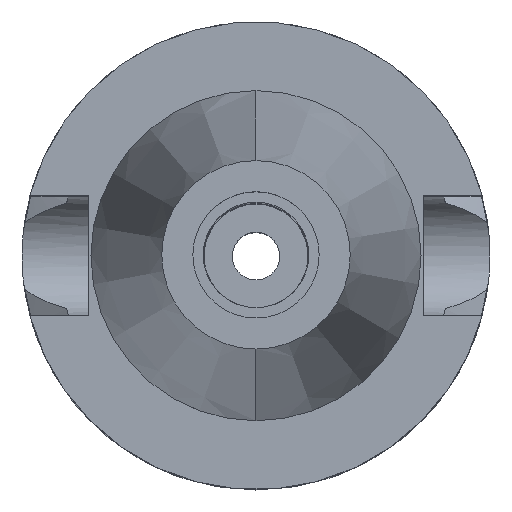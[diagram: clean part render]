
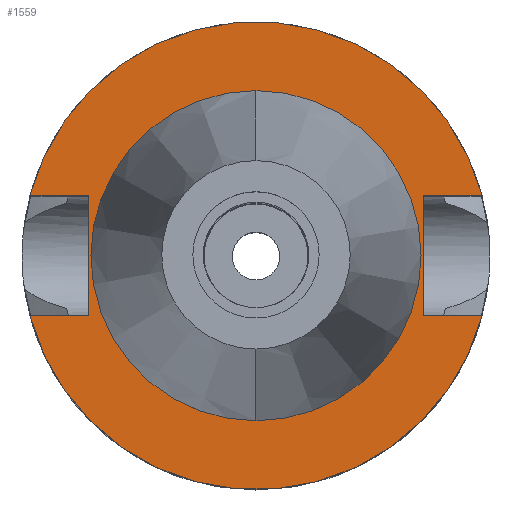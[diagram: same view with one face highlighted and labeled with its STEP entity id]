
A CAD part, top view. The second image highlights one B-rep face of the part: STEP entity #1559.
In plain terms, the highlighted planar face has unit normal (0, 0, 1).
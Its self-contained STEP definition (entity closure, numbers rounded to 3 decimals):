
#38 = ORIENTED_EDGE ( 'NONE', *, *, #1844, .F. ) ;
#52 = ORIENTED_EDGE ( 'NONE', *, *, #1284, .F. ) ;
#81 = CARTESIAN_POINT ( 'NONE',  ( 0., 0., -1. ) ) ;
#84 = CIRCLE ( 'NONE', #1558, 22.225 ) ;
#115 = EDGE_CURVE ( 'NONE', #2770, #2618, #2834, .T. ) ;
#121 = CARTESIAN_POINT ( 'NONE',  ( 0., 22.225, -1. ) ) ;
#170 = VERTEX_POINT ( 'NONE', #121 ) ;
#172 = DIRECTION ( 'NONE',  ( 0., -1., 0. ) ) ;
#184 = CARTESIAN_POINT ( 'NONE',  ( -22.5, -8.05, -1. ) ) ;
#218 = VERTEX_POINT ( 'NONE', #1597 ) ;
#288 = CARTESIAN_POINT ( 'NONE',  ( 30.454, -8.05, -1. ) ) ;
#322 = DIRECTION ( 'NONE',  ( 0., 0., -1. ) ) ;
#383 = VECTOR ( 'NONE', #2649, 1000. ) ;
#472 = ORIENTED_EDGE ( 'NONE', *, *, #830, .F. ) ;
#512 = EDGE_LOOP ( 'NONE', ( #1948, #1371 ) ) ;
#530 = CARTESIAN_POINT ( 'NONE',  ( -30.454, -8.05, -1. ) ) ;
#598 = VECTOR ( 'NONE', #2799, 1000. ) ;
#619 = EDGE_CURVE ( 'NONE', #2243, #1653, #2298, .T. ) ;
#641 = PLANE ( 'NONE',  #1551 ) ;
#669 = LINE ( 'NONE', #1885, #2225 ) ;
#694 = EDGE_CURVE ( 'NONE', #218, #170, #2919, .T. ) ;
#702 = LINE ( 'NONE', #1672, #383 ) ;
#706 = CARTESIAN_POINT ( 'NONE',  ( 0., 0., -1. ) ) ;
#721 = DIRECTION ( 'NONE',  ( 0., 0., 1. ) ) ;
#749 = LINE ( 'NONE', #1934, #2116 ) ;
#830 = EDGE_CURVE ( 'NONE', #1653, #2618, #2214, .T. ) ;
#880 = FACE_OUTER_BOUND ( 'NONE', #2445, .T. ) ;
#923 = VERTEX_POINT ( 'NONE', #530 ) ;
#987 = ORIENTED_EDGE ( 'NONE', *, *, #115, .T. ) ;
#1046 = VERTEX_POINT ( 'NONE', #2776 ) ;
#1184 = LINE ( 'NONE', #184, #1704 ) ;
#1232 = CARTESIAN_POINT ( 'NONE',  ( 30.454, 8.05, -1. ) ) ;
#1284 = EDGE_CURVE ( 'NONE', #1541, #923, #1393, .T. ) ;
#1341 = AXIS2_PLACEMENT_3D ( 'NONE', #706, #721, #2194 ) ;
#1369 = VERTEX_POINT ( 'NONE', #2311 ) ;
#1371 = ORIENTED_EDGE ( 'NONE', *, *, #694, .F. ) ;
#1385 = CARTESIAN_POINT ( 'NONE',  ( 0., 0., -1. ) ) ;
#1393 = CIRCLE ( 'NONE', #1396, 31.5 ) ;
#1396 = AXIS2_PLACEMENT_3D ( 'NONE', #2492, #322, #1791 ) ;
#1434 = ORIENTED_EDGE ( 'NONE', *, *, #619, .F. ) ;
#1541 = VERTEX_POINT ( 'NONE', #288 ) ;
#1551 = AXIS2_PLACEMENT_3D ( 'NONE', #1385, #2819, #172 ) ;
#1558 = AXIS2_PLACEMENT_3D ( 'NONE', #81, #2971, #2956 ) ;
#1559 = ADVANCED_FACE ( 'NONE', ( #880, #1848 ), #641, .F. ) ;
#1597 = CARTESIAN_POINT ( 'NONE',  ( 0., -22.225, -1. ) ) ;
#1653 = VERTEX_POINT ( 'NONE', #2448 ) ;
#1672 = CARTESIAN_POINT ( 'NONE',  ( 22.5, -8.05, -1. ) ) ;
#1696 = DIRECTION ( 'NONE',  ( -1., 0., 0. ) ) ;
#1704 = VECTOR ( 'NONE', #1696, 1000. ) ;
#1791 = DIRECTION ( 'NONE',  ( 0., -1., 0. ) ) ;
#1844 = EDGE_CURVE ( 'NONE', #1046, #2243, #669, .T. ) ;
#1847 = VECTOR ( 'NONE', #2546, 1000. ) ;
#1848 = FACE_BOUND ( 'NONE', #512, .T. ) ;
#1885 = CARTESIAN_POINT ( 'NONE',  ( -22.5, -8.05, -1. ) ) ;
#1934 = CARTESIAN_POINT ( 'NONE',  ( 22.5, 8.05, -1. ) ) ;
#1935 = ORIENTED_EDGE ( 'NONE', *, *, #3061, .T. ) ;
#1948 = ORIENTED_EDGE ( 'NONE', *, *, #2303, .F. ) ;
#2012 = EDGE_CURVE ( 'NONE', #2770, #1369, #749, .T. ) ;
#2041 = CARTESIAN_POINT ( 'NONE',  ( -22.5, 8.05, -1. ) ) ;
#2116 = VECTOR ( 'NONE', #2901, 1000. ) ;
#2163 = DIRECTION ( 'NONE',  ( 0., 0., -1. ) ) ;
#2169 = EDGE_CURVE ( 'NONE', #1369, #1541, #702, .T. ) ;
#2194 = DIRECTION ( 'NONE',  ( 0., -1., 0. ) ) ;
#2214 = CIRCLE ( 'NONE', #2474, 31.5 ) ;
#2225 = VECTOR ( 'NONE', #2793, 1000. ) ;
#2243 = VERTEX_POINT ( 'NONE', #2041 ) ;
#2261 = DIRECTION ( 'NONE',  ( 0., 1., 0. ) ) ;
#2267 = CARTESIAN_POINT ( 'NONE',  ( 22.5, 8.05, -1. ) ) ;
#2298 = LINE ( 'NONE', #3072, #1847 ) ;
#2303 = EDGE_CURVE ( 'NONE', #170, #218, #84, .T. ) ;
#2311 = CARTESIAN_POINT ( 'NONE',  ( 22.5, -8.05, -1. ) ) ;
#2428 = ORIENTED_EDGE ( 'NONE', *, *, #2169, .F. ) ;
#2445 = EDGE_LOOP ( 'NONE', ( #1935, #52, #2428, #2989, #987, #472, #1434, #38 ) ) ;
#2448 = CARTESIAN_POINT ( 'NONE',  ( -30.454, 8.05, -1. ) ) ;
#2474 = AXIS2_PLACEMENT_3D ( 'NONE', #2639, #2163, #2261 ) ;
#2492 = CARTESIAN_POINT ( 'NONE',  ( 0., 0., -1. ) ) ;
#2546 = DIRECTION ( 'NONE',  ( -1., 0., 0. ) ) ;
#2618 = VERTEX_POINT ( 'NONE', #1232 ) ;
#2639 = CARTESIAN_POINT ( 'NONE',  ( 0., 0., -1. ) ) ;
#2649 = DIRECTION ( 'NONE',  ( 1., 0., 0. ) ) ;
#2770 = VERTEX_POINT ( 'NONE', #2267 ) ;
#2776 = CARTESIAN_POINT ( 'NONE',  ( -22.5, -8.05, -1. ) ) ;
#2787 = CARTESIAN_POINT ( 'NONE',  ( 22.5, 8.05, -1. ) ) ;
#2793 = DIRECTION ( 'NONE',  ( 0., 1., 0. ) ) ;
#2799 = DIRECTION ( 'NONE',  ( 1., 0., 0. ) ) ;
#2819 = DIRECTION ( 'NONE',  ( 0., 0., -1. ) ) ;
#2834 = LINE ( 'NONE', #2787, #598 ) ;
#2901 = DIRECTION ( 'NONE',  ( 0., -1., 0. ) ) ;
#2919 = CIRCLE ( 'NONE', #1341, 22.225 ) ;
#2956 = DIRECTION ( 'NONE',  ( 0., 1., 0. ) ) ;
#2971 = DIRECTION ( 'NONE',  ( 0., 0., 1. ) ) ;
#2989 = ORIENTED_EDGE ( 'NONE', *, *, #2012, .F. ) ;
#3061 = EDGE_CURVE ( 'NONE', #1046, #923, #1184, .T. ) ;
#3072 = CARTESIAN_POINT ( 'NONE',  ( -22.5, 8.05, -1. ) ) ;
